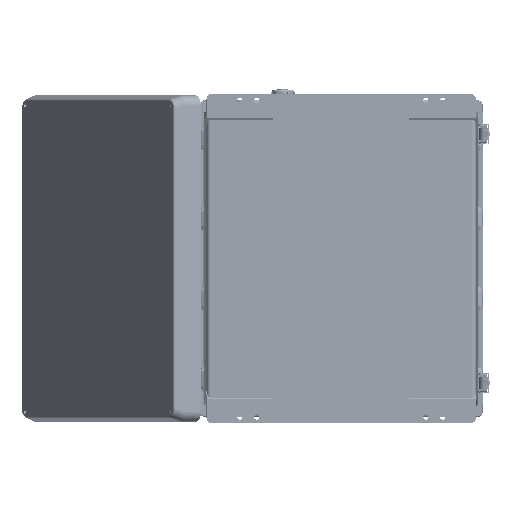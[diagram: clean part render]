
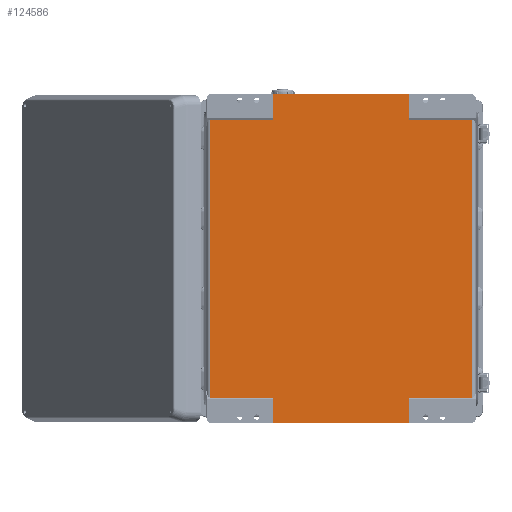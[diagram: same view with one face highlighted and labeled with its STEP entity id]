
A CAD part, front view. The second image highlights one B-rep face of the part: STEP entity #124586.
In plain terms, the highlighted planar face has unit normal (0, -1, 0).
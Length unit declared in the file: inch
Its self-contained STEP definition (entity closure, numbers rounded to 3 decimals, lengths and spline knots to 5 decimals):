
#1975 = CARTESIAN_POINT ( 'NONE',  ( 7.73754, 0.05906, -17.96858 ) ) ;
#2216 = EDGE_LOOP ( 'NONE', ( #68542, #76243, #63812, #42707, #92628, #88116, #36177, #100433, #43916, #93253, #34464, #17904 ) ) ;
#2588 = CARTESIAN_POINT ( 'NONE',  ( -4.03163, 0.05906, -17.96858 ) ) ;
#5310 = CARTESIAN_POINT ( 'NONE',  ( 4.03163, 0.05906, -19.48819 ) ) ;
#7214 = EDGE_CURVE ( 'NONE', #61860, #28151, #106583, .T. ) ;
#8968 = DIRECTION ( 'NONE',  ( 0., 0., -1. ) ) ;
#9714 = LINE ( 'NONE', #31875, #107417 ) ;
#10238 = DIRECTION ( 'NONE',  ( 0., 0., 1. ) ) ;
#12561 = LINE ( 'NONE', #83128, #60370 ) ;
#17904 = ORIENTED_EDGE ( 'NONE', *, *, #35052, .F. ) ;
#22362 = AXIS2_PLACEMENT_3D ( 'NONE', #106104, #35549, #66870 ) ;
#22884 = EDGE_CURVE ( 'NONE', #39662, #99399, #9714, .T. ) ;
#25800 = CARTESIAN_POINT ( 'NONE',  ( -7.73754, 0.05906, -17.96858 ) ) ;
#27852 = LINE ( 'NONE', #126605, #98918 ) ;
#28143 = DIRECTION ( 'NONE',  ( -1., 0., 0. ) ) ;
#28151 = VERTEX_POINT ( 'NONE', #105058 ) ;
#28685 = VERTEX_POINT ( 'NONE', #76109 ) ;
#28850 = EDGE_CURVE ( 'NONE', #92859, #44183, #93007, .T. ) ;
#31875 = CARTESIAN_POINT ( 'NONE',  ( -4.03163, 0.05906, 0.85787 ) ) ;
#33368 = EDGE_CURVE ( 'NONE', #92458, #37239, #98571, .T. ) ;
#33471 = DIRECTION ( 'NONE',  ( 0., 0., -1. ) ) ;
#34264 = LINE ( 'NONE', #95033, #43211 ) ;
#34464 = ORIENTED_EDGE ( 'NONE', *, *, #22884, .F. ) ;
#35052 = EDGE_CURVE ( 'NONE', #44183, #39662, #91796, .T. ) ;
#35154 = DIRECTION ( 'NONE',  ( -1., 0., 0. ) ) ;
#35549 = DIRECTION ( 'NONE',  ( 0., 1., 0. ) ) ;
#36117 = EDGE_CURVE ( 'NONE', #92859, #92458, #34264, .T. ) ;
#36177 = ORIENTED_EDGE ( 'NONE', *, *, #39926, .T. ) ;
#36532 = VERTEX_POINT ( 'NONE', #5310 ) ;
#37239 = VERTEX_POINT ( 'NONE', #123305 ) ;
#39662 = VERTEX_POINT ( 'NONE', #52816 ) ;
#39926 = EDGE_CURVE ( 'NONE', #61860, #47746, #129237, .T. ) ;
#40591 = DIRECTION ( 'NONE',  ( -1., 0., 0. ) ) ;
#42707 = ORIENTED_EDGE ( 'NONE', *, *, #74527, .F. ) ;
#43211 = VECTOR ( 'NONE', #65599, 39.37008 ) ;
#43916 = ORIENTED_EDGE ( 'NONE', *, *, #63762, .T. ) ;
#44183 = VERTEX_POINT ( 'NONE', #128573 ) ;
#47562 = CARTESIAN_POINT ( 'NONE',  ( -4.03163, 0.05906, -20.34606 ) ) ;
#47746 = VERTEX_POINT ( 'NONE', #101637 ) ;
#49474 = CARTESIAN_POINT ( 'NONE',  ( 7.73754, 0.05906, -1.51961 ) ) ;
#52444 = LINE ( 'NONE', #113226, #127022 ) ;
#52816 = CARTESIAN_POINT ( 'NONE',  ( -4.03163, 0.05906, -1.51961 ) ) ;
#60370 = VECTOR ( 'NONE', #33471, 39.37008 ) ;
#60703 = EDGE_CURVE ( 'NONE', #99018, #99399, #111137, .T. ) ;
#61860 = VERTEX_POINT ( 'NONE', #1975 ) ;
#62919 = DIRECTION ( 'NONE',  ( 0., 0., 1. ) ) ;
#63762 = EDGE_CURVE ( 'NONE', #28685, #99018, #27852, .T. ) ;
#63812 = ORIENTED_EDGE ( 'NONE', *, *, #33368, .T. ) ;
#65194 = LINE ( 'NONE', #122784, #103324 ) ;
#65599 = DIRECTION ( 'NONE',  ( 1., 0., 0. ) ) ;
#66870 = DIRECTION ( 'NONE',  ( 0., 0., 1. ) ) ;
#67280 = CARTESIAN_POINT ( 'NONE',  ( 4.03163, 0.05906, 0. ) ) ;
#68542 = ORIENTED_EDGE ( 'NONE', *, *, #28850, .F. ) ;
#70105 = VECTOR ( 'NONE', #122516, 39.37008 ) ;
#70635 = CARTESIAN_POINT ( 'NONE',  ( 8.11811, 0.05906, 0. ) ) ;
#74527 = EDGE_CURVE ( 'NONE', #36532, #37239, #52444, .T. ) ;
#76109 = CARTESIAN_POINT ( 'NONE',  ( 4.03163, 0.05906, -1.51961 ) ) ;
#76243 = ORIENTED_EDGE ( 'NONE', *, *, #36117, .T. ) ;
#77808 = CARTESIAN_POINT ( 'NONE',  ( 8.11811, 0.05906, -17.96858 ) ) ;
#83128 = CARTESIAN_POINT ( 'NONE',  ( 4.03163, 0.05906, -20.34606 ) ) ;
#83153 = DIRECTION ( 'NONE',  ( -1., 0., 0. ) ) ;
#83186 = CARTESIAN_POINT ( 'NONE',  ( -7.73754, 0.05906, -1.51961 ) ) ;
#85390 = VECTOR ( 'NONE', #10238, 39.37008 ) ;
#85815 = VECTOR ( 'NONE', #40591, 39.37008 ) ;
#88116 = ORIENTED_EDGE ( 'NONE', *, *, #7214, .F. ) ;
#88506 = VECTOR ( 'NONE', #62919, 39.37008 ) ;
#88716 = VECTOR ( 'NONE', #8968, 39.37008 ) ;
#90271 = VECTOR ( 'NONE', #28143, 39.37008 ) ;
#91390 = DIRECTION ( 'NONE',  ( 0., 0., 1. ) ) ;
#91796 = LINE ( 'NONE', #112685, #70105 ) ;
#92458 = VERTEX_POINT ( 'NONE', #2588 ) ;
#92628 = ORIENTED_EDGE ( 'NONE', *, *, #126195, .F. ) ;
#92859 = VERTEX_POINT ( 'NONE', #25800 ) ;
#93007 = LINE ( 'NONE', #83186, #88506 ) ;
#93253 = ORIENTED_EDGE ( 'NONE', *, *, #60703, .T. ) ;
#93904 = EDGE_CURVE ( 'NONE', #47746, #28685, #65194, .T. ) ;
#95033 = CARTESIAN_POINT ( 'NONE',  ( -8.11811, 0.05906, -17.96858 ) ) ;
#98571 = LINE ( 'NONE', #47562, #88716 ) ;
#98918 = VECTOR ( 'NONE', #116130, 39.37008 ) ;
#99018 = VERTEX_POINT ( 'NONE', #67280 ) ;
#99399 = VERTEX_POINT ( 'NONE', #110851 ) ;
#100433 = ORIENTED_EDGE ( 'NONE', *, *, #93904, .T. ) ;
#101637 = CARTESIAN_POINT ( 'NONE',  ( 7.73754, 0.05906, -1.51961 ) ) ;
#103324 = VECTOR ( 'NONE', #35154, 39.37008 ) ;
#105058 = CARTESIAN_POINT ( 'NONE',  ( 4.03163, 0.05906, -17.96858 ) ) ;
#106104 = CARTESIAN_POINT ( 'NONE',  ( 8.11811, 0.05906, -1.51961 ) ) ;
#106583 = LINE ( 'NONE', #77808, #90271 ) ;
#106755 = PLANE ( 'NONE',  #22362 ) ;
#107417 = VECTOR ( 'NONE', #91390, 39.37008 ) ;
#110851 = CARTESIAN_POINT ( 'NONE',  ( -4.03163, 0.05906, 0. ) ) ;
#111137 = LINE ( 'NONE', #70635, #85815 ) ;
#112685 = CARTESIAN_POINT ( 'NONE',  ( -8.11811, 0.05906, -1.51961 ) ) ;
#113226 = CARTESIAN_POINT ( 'NONE',  ( 8.11811, 0.05906, -19.48819 ) ) ;
#116130 = DIRECTION ( 'NONE',  ( 0., 0., 1. ) ) ;
#117225 = FACE_OUTER_BOUND ( 'NONE', #2216, .T. ) ;
#122516 = DIRECTION ( 'NONE',  ( 1., 0., 0. ) ) ;
#122784 = CARTESIAN_POINT ( 'NONE',  ( 8.11811, 0.05906, -1.51961 ) ) ;
#123305 = CARTESIAN_POINT ( 'NONE',  ( -4.03163, 0.05906, -19.48819 ) ) ;
#124586 = ADVANCED_FACE ( 'NONE', ( #117225 ), #106755, .F. ) ;
#126195 = EDGE_CURVE ( 'NONE', #28151, #36532, #12561, .T. ) ;
#126605 = CARTESIAN_POINT ( 'NONE',  ( 4.03163, 0.05906, 0.85787 ) ) ;
#127022 = VECTOR ( 'NONE', #83153, 39.37008 ) ;
#128573 = CARTESIAN_POINT ( 'NONE',  ( -7.73754, 0.05906, -1.51961 ) ) ;
#129237 = LINE ( 'NONE', #49474, #85390 ) ;
